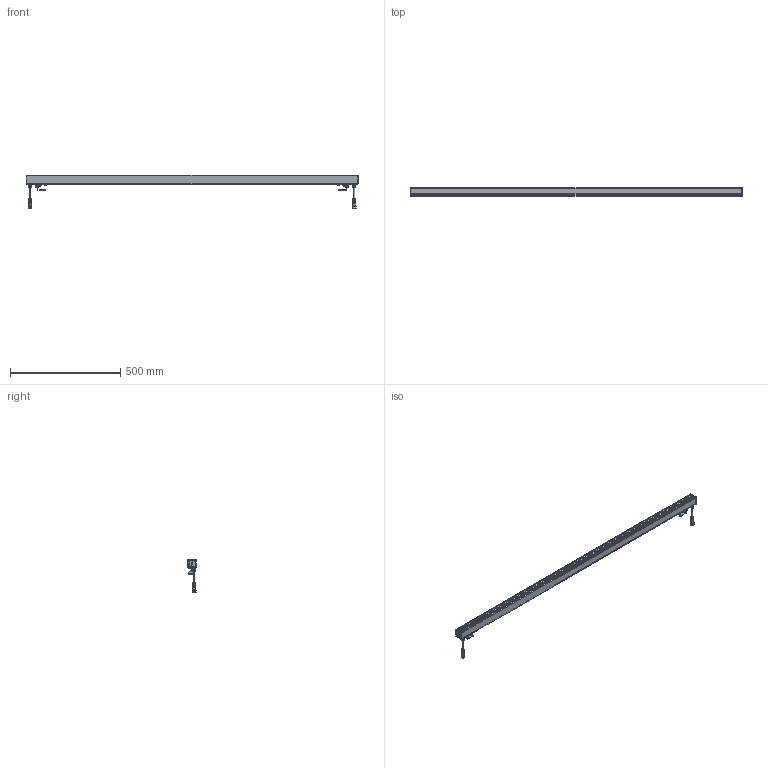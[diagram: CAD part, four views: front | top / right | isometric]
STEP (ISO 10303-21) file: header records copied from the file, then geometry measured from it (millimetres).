
FILE_DESCRIPTION (( 'STEP AP214' ), '1' );
FILE_NAME ('1500.STEP', '2024-04-18T08:57:09', ( '' ), ( '' ), 'SwSTEP 2.0', 'SolidWorks 2021', '' );
FILE_SCHEMA (( 'AUTOMOTIVE_DESIGN' ));
Length unit declared in the file: millimetre
Products named in the file (27): 1500; ��������� ���������� 40�37��_�ࠢ��; KE1359C; Ïëàòà 54õ300ìì_¯« â  ¯®ã¦¥; Êðîíøòåéí Àðõèòåêòîð 40õ37ìì_‹¥¢ ï; Ñòåíêà Àðõèòåêòóðíûé 40õ37ìì ÞÏ-2811; ãàéêà-çàêëåïêà_M4; Ðåçèíêà ñòåíêè Àðõèòåêòóðíûé 40õ37ìì V2; 栖闉罻 嚦樇膱; Ñáîðêà ïëàòà ñ ëèíçîé 300ìì_300; 鎔艜 襞旂 11738-84_M4x16 DIN912; PL135910R mech; Ñêîáà êðîíøòåéíà Àðõèòåêòîð 40õ37ìì_‹¥¢ ï; socket head cap screw_iso_ISO 4762 M4 x 6 - 6N; Ñòåêëî Ñâåòîäèîäîâ Àðõèòåêòîð 40õ37õ895ìì_1500¬¬; Ñáîðêà êðîíøòåéíà_‹¥¢ ï; ﾑ粢蒻鮏; Ñáîðêà ñâåòîäèîä ñ ëèíçîé; Jack Female  - ãåðìåòè÷íûé ðàçúåì; 厌铕赅 牮铐彘磬_忇牏狅; Ìàñêà Ñâåòîäèîäîâ Àðõèòåêòîð 40õ37õ895ìì_1500 ¬¬; Êàáåëüíûé ââîä; Ïðîôèëü Àðõèòåêòîð 40õ37ìì R2 V2 300ìì 1500ìì_1500 ¬¬; Jack  Male - ãåðìåòè÷íûé ðàçúåì; Áîëò ì3 ïîòàé; ����� ���������� ���������� 40�37��_�ࠢ��; plain washer normal grade a_iso_Washer ISO 7089 - 4
Assembly tree (50 placements, depth 4):
  1500
    Ïðîôèëü Àðõèòåêòîð 40õ37ìì R2 V2 300ìì 1500ìì_1500 ¬¬
    栖闉罻 嚦樇膱  x2
      Ñòåíêà Àðõèòåêòóðíûé 40õ37ìì ÞÏ-2811
      Ðåçèíêà ñòåíêè Àðõèòåêòóðíûé 40õ37ìì V2
      Áîëò ì3 ïîòàé
    Ñáîðêà êðîíøòåéíà_‹¥¢ ï
      Ñêîáà êðîíøòåéíà Àðõèòåêòîð 40õ37ìì_‹¥¢ ï
      Êðîíøòåéí Àðõèòåêòîð 40õ37ìì_‹¥¢ ï
      ãàéêà-çàêëåïêà_M4
    厌铕赅 牮铐彘磬_忇牏狅
      ����� ���������� ���������� 40�37��_�ࠢ��
      ��������� ���������� 40�37��_�ࠢ��
      ãàéêà-çàêëåïêà_M4
      鎔艜 襞旂 11738-84_M4x16 DIN912
    Ñáîðêà ïëàòà ñ ëèíçîé 300ìì_300  x5
      Ïëàòà 54õ300ìì_¯« â  ¯®ã¦¥
      Ñáîðêà ñâåòîäèîä ñ ëèíçîé
        ﾑ粢蒻鮏
        KE1359C
        PL135910R mech
    Ìàñêà Ñâåòîäèîäîâ Àðõèòåêòîð 40õ37õ895ìì_1500 ¬¬
    Ñòåêëî Ñâåòîäèîäîâ Àðõèòåêòîð 40õ37õ895ìì_1500¬¬
    socket head cap screw_iso_ISO 4762 M4 x 6 - 6N  x4
    plain washer normal grade a_iso_Washer ISO 7089 - 4  x6
    鎔艜 襞旂 11738-84_M4x16 DIN912
    Êàáåëüíûé ââîä  x2
    Jack  Male - ãåðìåòè÷íûé ðàçúåì
    Jack Female  - ãåðìåòè÷íûé ðàçúåì
Bounding box: 1505 x 37.22 x 152.52 mm (x, y, z)
Volume: 908770.6 mm3; surface area: 973666 mm2
Topology: 141 solids, 141 shells, 5227 faces, 13453 edges, 8665 vertices
Faces by surface type: plane 2096, cylinder 1391, cone 1076, bspline 360, torus 304
Entity records: 40020 total; most frequent: CARTESIAN_POINT 7382, DIRECTION 6006, ORIENTED_EDGE 5404, EDGE_CURVE 2702, AXIS2_PLACEMENT_3D 2459, VERTEX_POINT 1692, EDGE_LOOP 1322, CIRCLE 1282
